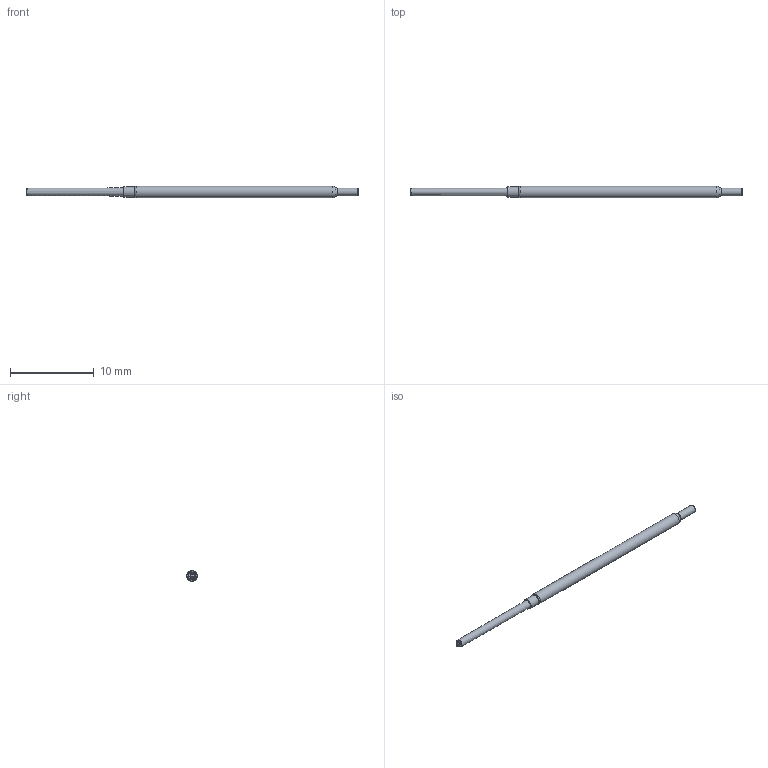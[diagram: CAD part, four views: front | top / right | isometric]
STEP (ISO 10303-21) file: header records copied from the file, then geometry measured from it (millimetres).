
FILE_DESCRIPTION (( 'STEP AP214' ), '1' );
FILE_NAME ('X75-4079.STEP', '2020-05-04T16:38:39', ( '' ), ( '' ), 'SwSTEP 2.0', 'SolidWorks 2019', '' );
FILE_SCHEMA (( 'AUTOMOTIVE_DESIGN' ));
Length unit declared in the file: inch
Products named in the file (1): X75-4079
Bounding box: 39.62 x 1.37 x 1.37 mm (x, y, z)
Volume: 46.4 mm3; surface area: 152 mm2
Topology: 1 solids, 1 shells, 73 faces, 173 edges, 113 vertices
Faces by surface type: plane 63, torus 4, cylinder 3, cone 3
Full cylindrical faces by diameter (mm): 0.922 x1, 1.232 x1, 1.367 x1
Entity records: 2989 total; most frequent: CARTESIAN_POINT 400, ORIENTED_EDGE 322, DIRECTION 308, EDGE_CURVE 161, LINE 126, VECTOR 126, VERTEX_POINT 111, EDGE_LOOP 94
